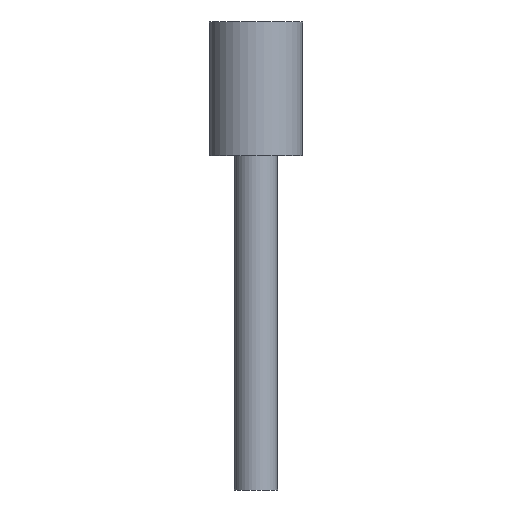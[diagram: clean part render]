
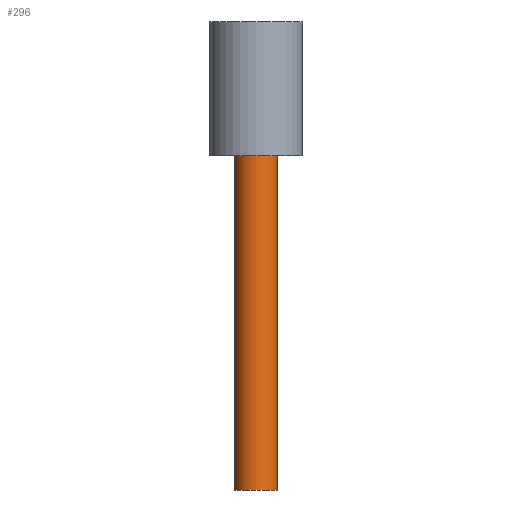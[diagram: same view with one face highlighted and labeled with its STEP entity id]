
A CAD part, front view. The second image highlights one B-rep face of the part: STEP entity #296.
In plain terms, the highlighted cylindrical face has radius 1.3 mm (diameter 2.6 mm), a partial arc.
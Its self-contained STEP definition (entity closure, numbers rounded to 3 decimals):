
#1 = CARTESIAN_POINT ( 'NONE',  ( -5.353, -113.881, -20. ) ) ;
#17 = ORIENTED_EDGE ( 'NONE', *, *, #252, .T. ) ;
#20 = CARTESIAN_POINT ( 'NONE',  ( -4.053, -113.881, 0. ) ) ;
#38 = VERTEX_POINT ( 'NONE', #20 ) ;
#45 = EDGE_CURVE ( 'NONE', #539, #38, #216, .T. ) ;
#54 = CARTESIAN_POINT ( 'NONE',  ( -6.653, -113.881, -20. ) ) ;
#84 = DIRECTION ( 'NONE',  ( 1., 0., 0. ) ) ;
#89 = ORIENTED_EDGE ( 'NONE', *, *, #119, .F. ) ;
#93 = CARTESIAN_POINT ( 'NONE',  ( -6.653, -113.881, -20. ) ) ;
#94 = AXIS2_PLACEMENT_3D ( 'NONE', #128, #231, #84 ) ;
#98 = DIRECTION ( 'NONE',  ( 0., 0., 1. ) ) ;
#119 = EDGE_CURVE ( 'NONE', #281, #618, #272, .T. ) ;
#128 = CARTESIAN_POINT ( 'NONE',  ( -5.353, -113.881, 0. ) ) ;
#132 = CIRCLE ( 'NONE', #94, 1.3 ) ;
#156 = FACE_OUTER_BOUND ( 'NONE', #255, .T. ) ;
#165 = EDGE_CURVE ( 'NONE', #618, #38, #132, .T. ) ;
#193 = DIRECTION ( 'NONE',  ( 1., 0., 0. ) ) ;
#216 = LINE ( 'NONE', #419, #290 ) ;
#220 = DIRECTION ( 'NONE',  ( 0., 0., 1. ) ) ;
#231 = DIRECTION ( 'NONE',  ( 0., 0., 1. ) ) ;
#252 = EDGE_CURVE ( 'NONE', #281, #539, #320, .T. ) ;
#255 = EDGE_LOOP ( 'NONE', ( #388, #89, #17, #543 ) ) ;
#272 = LINE ( 'NONE', #93, #351 ) ;
#281 = VERTEX_POINT ( 'NONE', #54 ) ;
#290 = VECTOR ( 'NONE', #621, 1000. ) ;
#296 = ADVANCED_FACE ( 'NONE', ( #156 ), #485, .T. ) ;
#320 = CIRCLE ( 'NONE', #349, 1.3 ) ;
#349 = AXIS2_PLACEMENT_3D ( 'NONE', #1, #646, #193 ) ;
#351 = VECTOR ( 'NONE', #220, 1000. ) ;
#386 = CARTESIAN_POINT ( 'NONE',  ( -4.053, -113.881, -20. ) ) ;
#388 = ORIENTED_EDGE ( 'NONE', *, *, #165, .F. ) ;
#419 = CARTESIAN_POINT ( 'NONE',  ( -4.053, -113.881, -20. ) ) ;
#485 = CYLINDRICAL_SURFACE ( 'NONE', #494, 1.3 ) ;
#494 = AXIS2_PLACEMENT_3D ( 'NONE', #599, #98, #651 ) ;
#500 = CARTESIAN_POINT ( 'NONE',  ( -6.653, -113.881, 0. ) ) ;
#539 = VERTEX_POINT ( 'NONE', #386 ) ;
#543 = ORIENTED_EDGE ( 'NONE', *, *, #45, .T. ) ;
#599 = CARTESIAN_POINT ( 'NONE',  ( -5.353, -113.881, -20. ) ) ;
#618 = VERTEX_POINT ( 'NONE', #500 ) ;
#621 = DIRECTION ( 'NONE',  ( 0., 0., 1. ) ) ;
#646 = DIRECTION ( 'NONE',  ( 0., 0., 1. ) ) ;
#651 = DIRECTION ( 'NONE',  ( 1., 0., 0. ) ) ;
